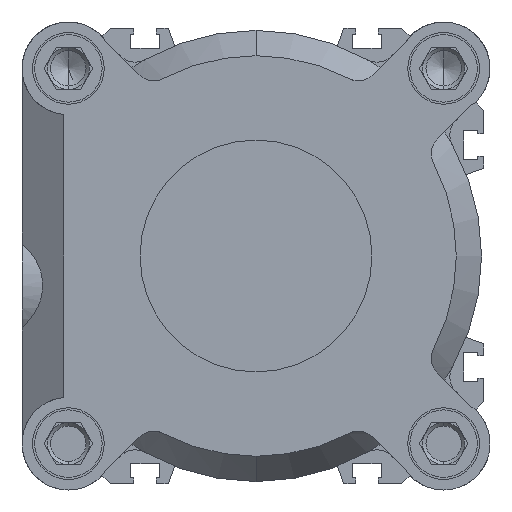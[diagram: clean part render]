
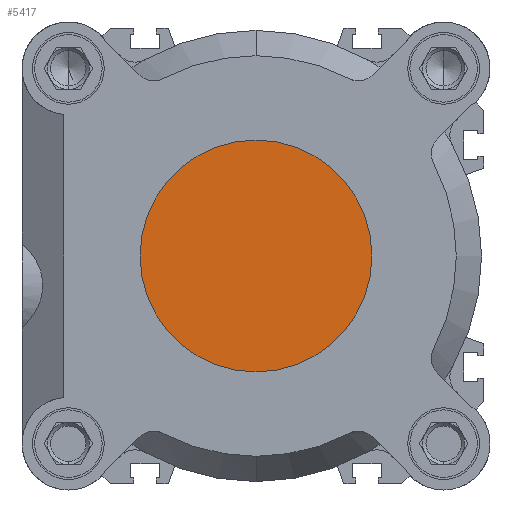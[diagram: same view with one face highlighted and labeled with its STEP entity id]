
A CAD part, left-side view. The second image highlights one B-rep face of the part: STEP entity #5417.
In plain terms, the highlighted face is planar.
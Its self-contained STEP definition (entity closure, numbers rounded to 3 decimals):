
#5401=CARTESIAN_POINT('',(44.,27.5,0.));
#5402=DIRECTION('',(-1.,0.,0.));
#5403=DIRECTION('',(0.,0.,1.));
#5404=AXIS2_PLACEMENT_3D('',#5401,#5402,#5403);
#5405=PLANE('',#5404);
#5406=CARTESIAN_POINT('',(44.,-0.,-27.5));
#5407=VERTEX_POINT('',#5406);
#5408=CARTESIAN_POINT('',(44.,0.,0.));
#5409=DIRECTION('',(1.,-0.,0.));
#5410=DIRECTION('',(0.,0.,-1.));
#5411=AXIS2_PLACEMENT_3D('',#5408,#5409,#5410);
#5412=CIRCLE('',#5411,27.5);
#5413=EDGE_CURVE('',#5407,#5407,#5412,.T.);
#5414=ORIENTED_EDGE('',*,*,#5413,.T.);
#5415=EDGE_LOOP('',(#5414));
#5416=FACE_BOUND('',#5415,.T.);
#5417=ADVANCED_FACE('',(#5416),#5405,.F.);
